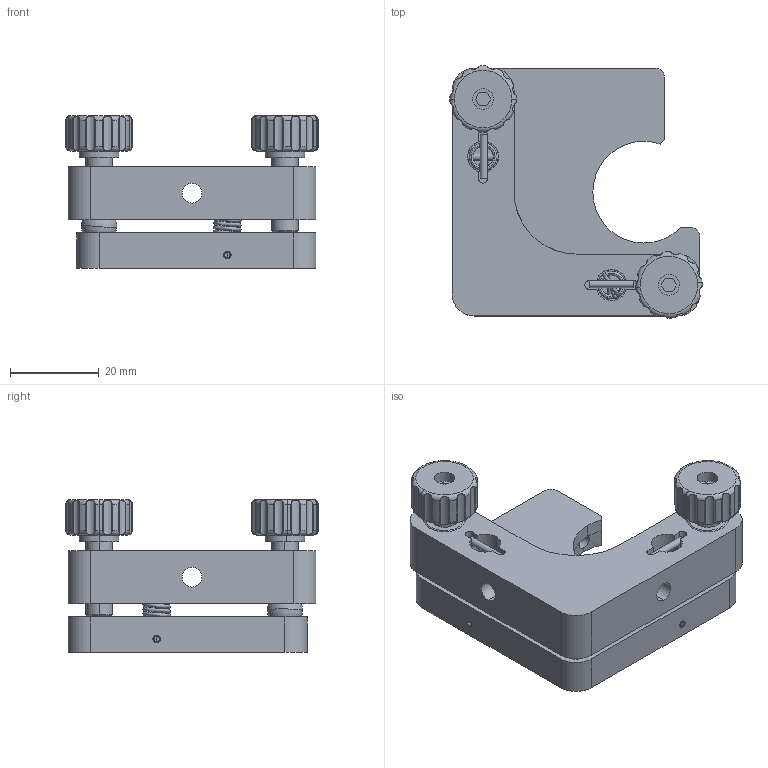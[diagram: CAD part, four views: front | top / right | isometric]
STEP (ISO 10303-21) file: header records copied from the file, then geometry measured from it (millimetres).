
FILE_DESCRIPTION (( 'STEP AP203' ), '1' );
FILE_NAME ('04EMT-1L(M).STEP', '2016-03-03T05:40:24', ( '' ), ( '' ), 'SwSTEP 2.0', 'SolidWorks 2016', '' );
FILE_SCHEMA (( 'CONFIG_CONTROL_DESIGN' ));
Length unit declared in the file: millimetre
Products named in the file (1): 04EMT-1L(M)
Bounding box: 57 x 56.99 x 34.5 mm (x, y, z)
Volume: 35291.7 mm3; surface area: 19693.3 mm2
Topology: 22 solids, 22 shells, 424 faces, 1100 edges, 709 vertices
Faces by surface type: cylinder 230, plane 115, bspline 24, cone 22, sphere 17, torus 16
Entity records: 20631 total; most frequent: CARTESIAN_POINT 10685, ORIENTED_EDGE 2122, DIRECTION 1962, EDGE_CURVE 1061, AXIS2_PLACEMENT_3D 768, VERTEX_POINT 691, EDGE_LOOP 468, LINE 426
